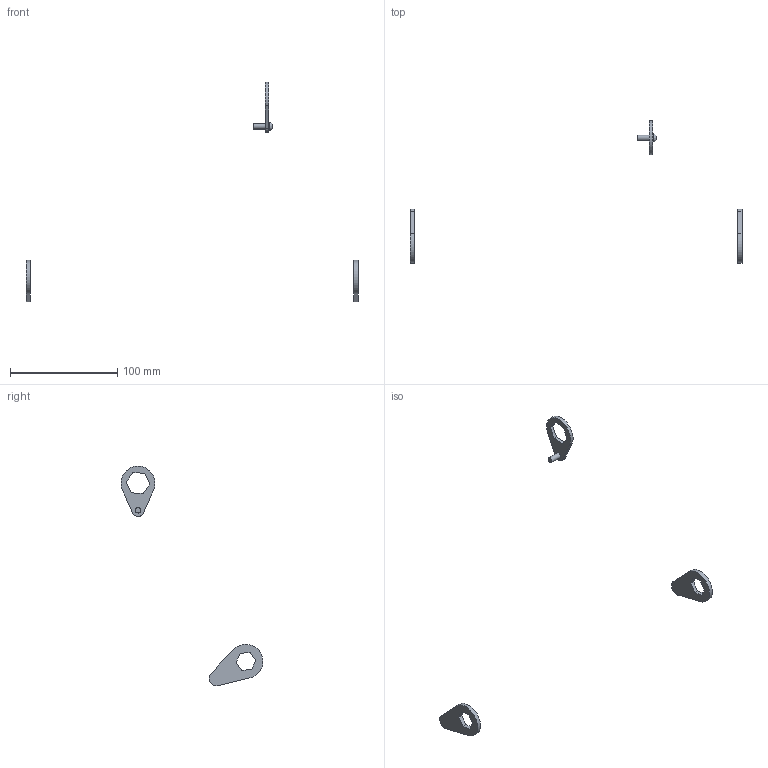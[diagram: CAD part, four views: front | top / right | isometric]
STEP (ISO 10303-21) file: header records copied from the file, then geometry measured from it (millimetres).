
FILE_DESCRIPTION( ( '' ), ' ' );
FILE_NAME( '5de631cd474f5a149d7a4d6d.step', '2019-12-03T09:58:37', ( '' ), ( '' ), ' ', ' ', ' ' );
FILE_SCHEMA( ( 'AUTOMOTIVE_DESIGN { 1 0 10303 214 1 1 1 1 }' ) );
Length unit declared in the file: metre
Products named in the file (3): Part 26; Part 60; Part 66
Bounding box: 309.92 x 132.48 x 205.11 mm (x, y, z)
Volume: 10338.9 mm3; surface area: 7784.2 mm2
Topology: 3 solids, 3 shells, 41 faces, 98 edges, 65 vertices
Faces by surface type: plane 32, cylinder 8, bspline 1
Full cylindrical faces by diameter (mm): 5.08 x1, 7.62 x1
Entity records: 1565 total; most frequent: CARTESIAN_POINT 231, DIRECTION 198, ORIENTED_EDGE 190, EDGE_CURVE 95, LINE 78, VECTOR 78, VERTEX_POINT 65, AXIS2_PLACEMENT_3D 60
